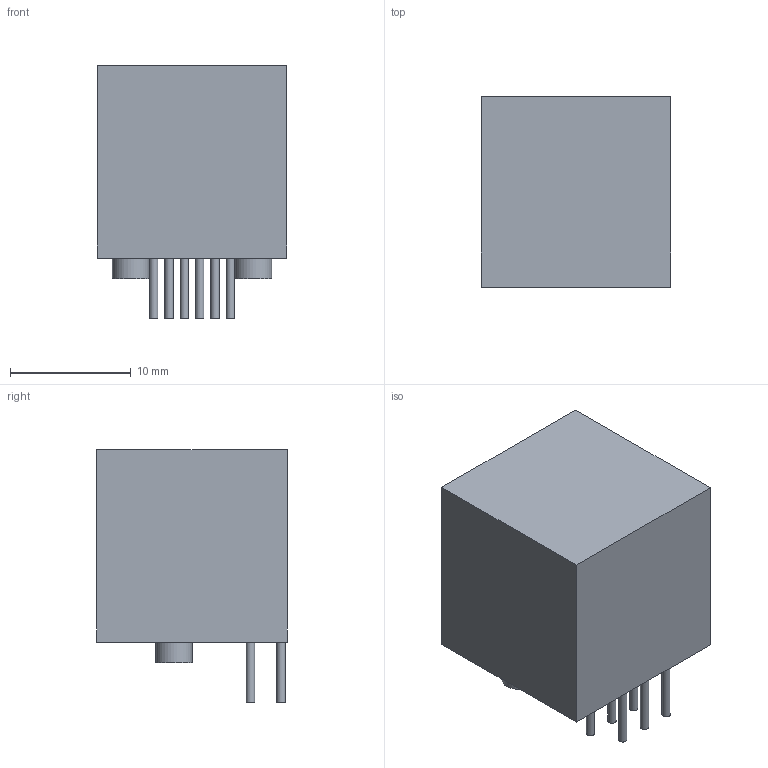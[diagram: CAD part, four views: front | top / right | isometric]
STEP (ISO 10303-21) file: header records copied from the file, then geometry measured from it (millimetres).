
FILE_DESCRIPTION(('FreeCAD Model'),'2;1');
FILE_NAME('307984.1.1.stp','2018-12-14T10:33:52',( 'Author'),(''),'Open CASCADE STEP processor 6.8','FreeCAD','Unknown' );
FILE_SCHEMA(('AUTOMOTIVE_DESIGN_CC2 { 1 2 10303 214 -1 1 5 4 }'));
Length unit declared in the file: millimetre
Products named in the file (5): ASSEMBLY; Body; Leads; lug7; lug8
Assembly tree (11 placements, depth 2):
  ASSEMBLY
    Body
    Leads  x8
    lug7
    lug8
Bounding box: 15.7 x 15.8 x 20.95 mm (x, y, z)
Volume: 4073.8 mm3; surface area: 2127.5 mm2
Topology: 51 solids, 51 shells, 156 faces, 162 edges, 108 vertices
Faces by surface type: plane 106, cylinder 50
Full cylindrical faces by diameter (mm): 0.7 x48, 3.05 x2
Entity records: 1273 total; most frequent: DIRECTION 208, CARTESIAN_POINT 174, LINE 76, VECTOR 76, ORIENTED_EDGE 72, PCURVE 72, DEFINITIONAL_REPRESENTATION 72, AXIS2_PLACEMENT_3D 58
